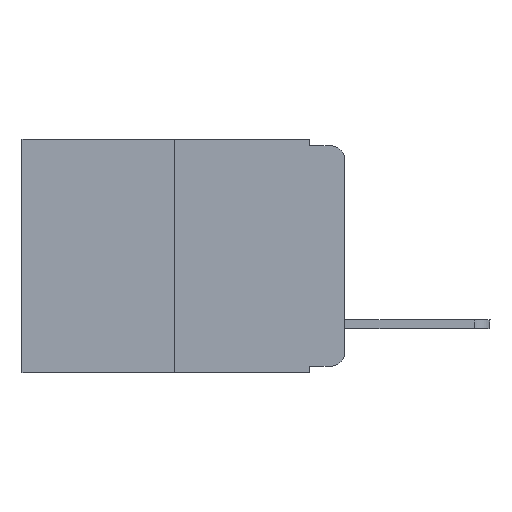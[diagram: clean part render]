
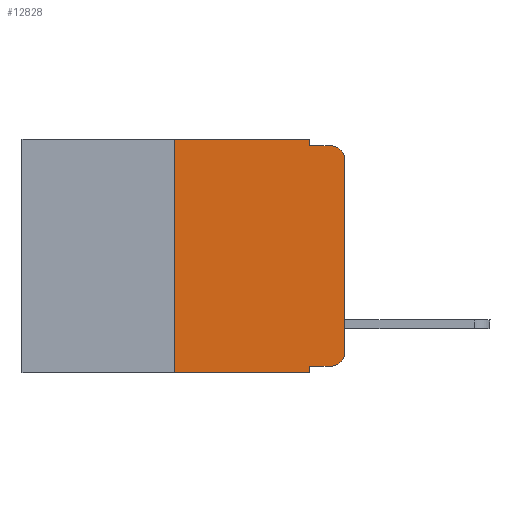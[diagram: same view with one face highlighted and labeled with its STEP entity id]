
A CAD part, left-side view. The second image highlights one B-rep face of the part: STEP entity #12828.
In plain terms, the highlighted planar face has unit normal (-1, 0, 0).
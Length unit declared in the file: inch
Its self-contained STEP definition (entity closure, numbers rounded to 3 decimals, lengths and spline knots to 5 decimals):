
#282 = ORIENTED_EDGE ( 'NONE', *, *, #18254, .T. ) ;
#775 = LINE ( 'NONE', #6711, #10657 ) ;
#866 = AXIS2_PLACEMENT_3D ( 'NONE', #11116, #9630, #9234 ) ;
#1042 = VERTEX_POINT ( 'NONE', #10695 ) ;
#1258 = LINE ( 'NONE', #14872, #2080 ) ;
#1362 = CARTESIAN_POINT ( 'NONE',  ( 0., 0.25, 0. ) ) ;
#1520 = VERTEX_POINT ( 'NONE', #4590 ) ;
#1898 = DIRECTION ( 'NONE',  ( 0., 0., -1. ) ) ;
#1985 = DIRECTION ( 'NONE',  ( -1., 0., 0. ) ) ;
#2002 = VERTEX_POINT ( 'NONE', #12684 ) ;
#2080 = VECTOR ( 'NONE', #8879, 39.37008 ) ;
#2239 = ORIENTED_EDGE ( 'NONE', *, *, #5440, .F. ) ;
#2411 = ORIENTED_EDGE ( 'NONE', *, *, #16604, .T. ) ;
#2500 = LINE ( 'NONE', #8597, #5407 ) ;
#2528 = CARTESIAN_POINT ( 'NONE',  ( 0., 0.051, 0. ) ) ;
#2816 = EDGE_CURVE ( 'NONE', #1520, #11207, #19345, .T. ) ;
#2867 = CARTESIAN_POINT ( 'NONE',  ( 0., 0.051, -0.343 ) ) ;
#3070 = DIRECTION ( 'NONE',  ( 0., 0., 1. ) ) ;
#3426 = VECTOR ( 'NONE', #1898, 39.37008 ) ;
#3535 = DIRECTION ( 'NONE',  ( -1., 0., 0. ) ) ;
#3898 = EDGE_CURVE ( 'NONE', #6149, #11515, #14267, .T. ) ;
#4590 = CARTESIAN_POINT ( 'NONE',  ( 0., 0.051, -0.333 ) ) ;
#4951 = CARTESIAN_POINT ( 'NONE',  ( 0., 0., -0.03 ) ) ;
#5022 = PLANE ( 'NONE',  #866 ) ;
#5405 = ORIENTED_EDGE ( 'NONE', *, *, #3898, .T. ) ;
#5407 = VECTOR ( 'NONE', #8389, 39.37008 ) ;
#5440 = EDGE_CURVE ( 'NONE', #2002, #11515, #2500, .T. ) ;
#6149 = VERTEX_POINT ( 'NONE', #4951 ) ;
#6620 = VECTOR ( 'NONE', #12977, 39.37008 ) ;
#6711 = CARTESIAN_POINT ( 'NONE',  ( 0., 0., 0. ) ) ;
#6818 = ORIENTED_EDGE ( 'NONE', *, *, #14615, .F. ) ;
#7904 = DIRECTION ( 'NONE',  ( 0., 0., -1. ) ) ;
#8389 = DIRECTION ( 'NONE',  ( 0., -1., 0. ) ) ;
#8597 = CARTESIAN_POINT ( 'NONE',  ( 0., 0.051, -0.01 ) ) ;
#8879 = DIRECTION ( 'NONE',  ( 0., -1., 0. ) ) ;
#8995 = VERTEX_POINT ( 'NONE', #9146 ) ;
#9132 = ORIENTED_EDGE ( 'NONE', *, *, #11676, .F. ) ;
#9146 = CARTESIAN_POINT ( 'NONE',  ( 0., 0.25, -0.343 ) ) ;
#9234 = DIRECTION ( 'NONE',  ( 0., 0., -1. ) ) ;
#9630 = DIRECTION ( 'NONE',  ( 1., 0., 0. ) ) ;
#9712 = DIRECTION ( 'NONE',  ( 0., 0., 1. ) ) ;
#9786 = AXIS2_PLACEMENT_3D ( 'NONE', #18944, #3535, #17634 ) ;
#10552 = DIRECTION ( 'NONE',  ( 0., -1., 0. ) ) ;
#10589 = EDGE_CURVE ( 'NONE', #8995, #11207, #14483, .T. ) ;
#10657 = VECTOR ( 'NONE', #9712, 39.37008 ) ;
#10695 = CARTESIAN_POINT ( 'NONE',  ( 0., 0., -0.313 ) ) ;
#10770 = AXIS2_PLACEMENT_3D ( 'NONE', #14205, #1985, #7904 ) ;
#11116 = CARTESIAN_POINT ( 'NONE',  ( 0., 0.473, 0. ) ) ;
#11124 = EDGE_LOOP ( 'NONE', ( #2411, #5405, #2239, #9132, #6818, #14936, #11857, #15308, #282, #14783 ) ) ;
#11207 = VERTEX_POINT ( 'NONE', #2867 ) ;
#11377 = CARTESIAN_POINT ( 'NONE',  ( 0., 0.051, 0. ) ) ;
#11515 = VERTEX_POINT ( 'NONE', #16903 ) ;
#11646 = EDGE_CURVE ( 'NONE', #16110, #1042, #12992, .T. ) ;
#11676 = EDGE_CURVE ( 'NONE', #16771, #2002, #12592, .T. ) ;
#11857 = ORIENTED_EDGE ( 'NONE', *, *, #10589, .T. ) ;
#12078 = LINE ( 'NONE', #1362, #14498 ) ;
#12592 = LINE ( 'NONE', #11377, #3426 ) ;
#12684 = CARTESIAN_POINT ( 'NONE',  ( 0., 0.051, -0.01 ) ) ;
#12779 = CARTESIAN_POINT ( 'NONE',  ( 0., 0.25, 0. ) ) ;
#12828 = ADVANCED_FACE ( 'NONE', ( #15710 ), #5022, .F. ) ;
#12977 = DIRECTION ( 'NONE',  ( 0., -1., 0. ) ) ;
#12992 = CIRCLE ( 'NONE', #10770, 0.02 ) ;
#14205 = CARTESIAN_POINT ( 'NONE',  ( 0., 0.02, -0.313 ) ) ;
#14267 = CIRCLE ( 'NONE', #9786, 0.02 ) ;
#14483 = LINE ( 'NONE', #17801, #6620 ) ;
#14498 = VECTOR ( 'NONE', #3070, 39.37008 ) ;
#14530 = CARTESIAN_POINT ( 'NONE',  ( 0., 0.02, -0.333 ) ) ;
#14615 = EDGE_CURVE ( 'NONE', #15234, #16771, #19484, .T. ) ;
#14723 = DIRECTION ( 'NONE',  ( 0., 0., -1. ) ) ;
#14783 = ORIENTED_EDGE ( 'NONE', *, *, #11646, .T. ) ;
#14872 = CARTESIAN_POINT ( 'NONE',  ( 0., 0.051, -0.333 ) ) ;
#14936 = ORIENTED_EDGE ( 'NONE', *, *, #16695, .F. ) ;
#15234 = VERTEX_POINT ( 'NONE', #12779 ) ;
#15308 = ORIENTED_EDGE ( 'NONE', *, *, #2816, .F. ) ;
#15710 = FACE_OUTER_BOUND ( 'NONE', #11124, .T. ) ;
#16110 = VERTEX_POINT ( 'NONE', #14530 ) ;
#16302 = CARTESIAN_POINT ( 'NONE',  ( 0., 0.051, 0. ) ) ;
#16604 = EDGE_CURVE ( 'NONE', #1042, #6149, #775, .T. ) ;
#16695 = EDGE_CURVE ( 'NONE', #8995, #15234, #12078, .T. ) ;
#16771 = VERTEX_POINT ( 'NONE', #16302 ) ;
#16903 = CARTESIAN_POINT ( 'NONE',  ( 0., 0.02, -0.01 ) ) ;
#17027 = VECTOR ( 'NONE', #14723, 39.37008 ) ;
#17583 = VECTOR ( 'NONE', #10552, 39.37008 ) ;
#17634 = DIRECTION ( 'NONE',  ( 0., 0., -1. ) ) ;
#17801 = CARTESIAN_POINT ( 'NONE',  ( 0., 0.473, -0.343 ) ) ;
#18254 = EDGE_CURVE ( 'NONE', #1520, #16110, #1258, .T. ) ;
#18273 = CARTESIAN_POINT ( 'NONE',  ( 0., 0.473, 0. ) ) ;
#18944 = CARTESIAN_POINT ( 'NONE',  ( 0., 0.02, -0.03 ) ) ;
#19345 = LINE ( 'NONE', #2528, #17027 ) ;
#19484 = LINE ( 'NONE', #18273, #17583 ) ;
